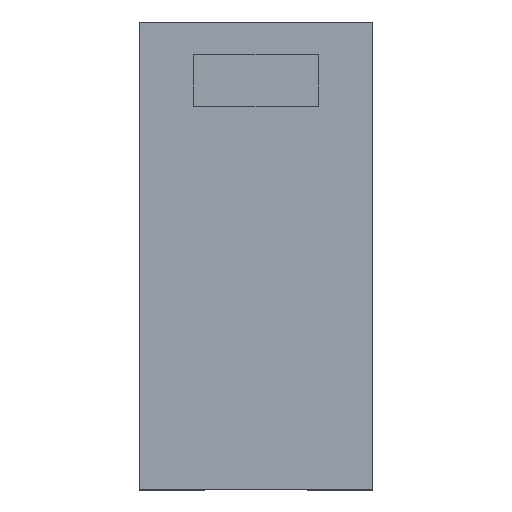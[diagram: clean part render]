
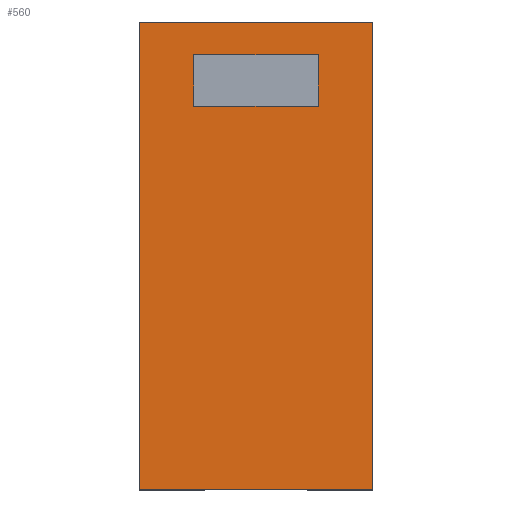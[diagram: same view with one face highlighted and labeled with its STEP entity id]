
A CAD part, top view. The second image highlights one B-rep face of the part: STEP entity #560.
In plain terms, the highlighted planar face has unit normal (0, 0, 1).
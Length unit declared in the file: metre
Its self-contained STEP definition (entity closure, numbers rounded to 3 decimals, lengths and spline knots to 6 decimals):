
#117=ORIENTED_EDGE('',*,*,#213,.F.);
#118=ORIENTED_EDGE('',*,*,#214,.T.);
#119=ORIENTED_EDGE('',*,*,#215,.T.);
#120=ORIENTED_EDGE('',*,*,#216,.F.);
#121=ORIENTED_EDGE('',*,*,#217,.F.);
#122=ORIENTED_EDGE('',*,*,#218,.T.);
#123=ORIENTED_EDGE('',*,*,#219,.T.);
#124=ORIENTED_EDGE('',*,*,#220,.F.);
#213=EDGE_CURVE('',#269,#270,#333,.T.);
#214=EDGE_CURVE('',#269,#271,#334,.T.);
#215=EDGE_CURVE('',#271,#272,#335,.T.);
#216=EDGE_CURVE('',#270,#272,#336,.T.);
#217=EDGE_CURVE('',#273,#274,#337,.T.);
#218=EDGE_CURVE('',#273,#275,#338,.T.);
#219=EDGE_CURVE('',#275,#276,#339,.T.);
#220=EDGE_CURVE('',#274,#276,#340,.T.);
#269=VERTEX_POINT('',#938);
#270=VERTEX_POINT('',#939);
#271=VERTEX_POINT('',#941);
#272=VERTEX_POINT('',#943);
#273=VERTEX_POINT('',#946);
#274=VERTEX_POINT('',#947);
#275=VERTEX_POINT('',#949);
#276=VERTEX_POINT('',#951);
#333=LINE('',#937,#405);
#334=LINE('',#940,#406);
#335=LINE('',#942,#407);
#336=LINE('',#944,#408);
#337=LINE('',#945,#409);
#338=LINE('',#948,#410);
#339=LINE('',#950,#411);
#340=LINE('',#952,#412);
#405=VECTOR('',#783,1.);
#406=VECTOR('',#784,1.);
#407=VECTOR('',#785,1.);
#408=VECTOR('',#786,1.);
#409=VECTOR('',#787,1.);
#410=VECTOR('',#788,1.);
#411=VECTOR('',#789,1.);
#412=VECTOR('',#790,1.);
#453=EDGE_LOOP('',(#117,#118,#119,#120));
#454=EDGE_LOOP('',(#121,#122,#123,#124));
#489=FACE_BOUND('',#453,.T.);
#490=FACE_BOUND('',#454,.T.);
#525=PLANE('',#664);
#560=ADVANCED_FACE('',(#489,#490),#525,.T.);
#664=AXIS2_PLACEMENT_3D('',#936,#781,#782);
#781=DIRECTION('',(0.,0.,1.));
#782=DIRECTION('',(1.,0.,0.));
#783=DIRECTION('',(1.,0.,0.));
#784=DIRECTION('',(0.,-1.,0.));
#785=DIRECTION('',(1.,0.,0.));
#786=DIRECTION('',(0.,-1.,0.));
#787=DIRECTION('',(0.,-1.,0.));
#788=DIRECTION('',(1.,0.,0.));
#789=DIRECTION('',(0.,-1.,0.));
#790=DIRECTION('',(1.,0.,0.));
#936=CARTESIAN_POINT('',(0.,0.,0.0005));
#937=CARTESIAN_POINT('',(0.,0.0016,0.0005));
#938=CARTESIAN_POINT('',(-0.0008,0.0016,0.0005));
#939=CARTESIAN_POINT('',(0.0008,0.0016,0.0005));
#940=CARTESIAN_POINT('',(-0.0008,0.,0.0005));
#941=CARTESIAN_POINT('',(-0.0008,-0.0016,0.0005));
#942=CARTESIAN_POINT('',(0.,-0.0016,0.0005));
#943=CARTESIAN_POINT('',(0.0008,-0.0016,0.0005));
#944=CARTESIAN_POINT('',(0.0008,0.,0.0005));
#945=CARTESIAN_POINT('',(-0.000425,0.0012,0.0005));
#946=CARTESIAN_POINT('',(-0.000425,0.001375,0.0005));
#947=CARTESIAN_POINT('',(-0.000425,0.001025,0.0005));
#948=CARTESIAN_POINT('',(0.,0.001375,0.0005));
#949=CARTESIAN_POINT('',(0.000425,0.001375,0.0005));
#950=CARTESIAN_POINT('',(0.000425,0.0012,0.0005));
#951=CARTESIAN_POINT('',(0.000425,0.001025,0.0005));
#952=CARTESIAN_POINT('',(0.,0.001025,0.0005));
